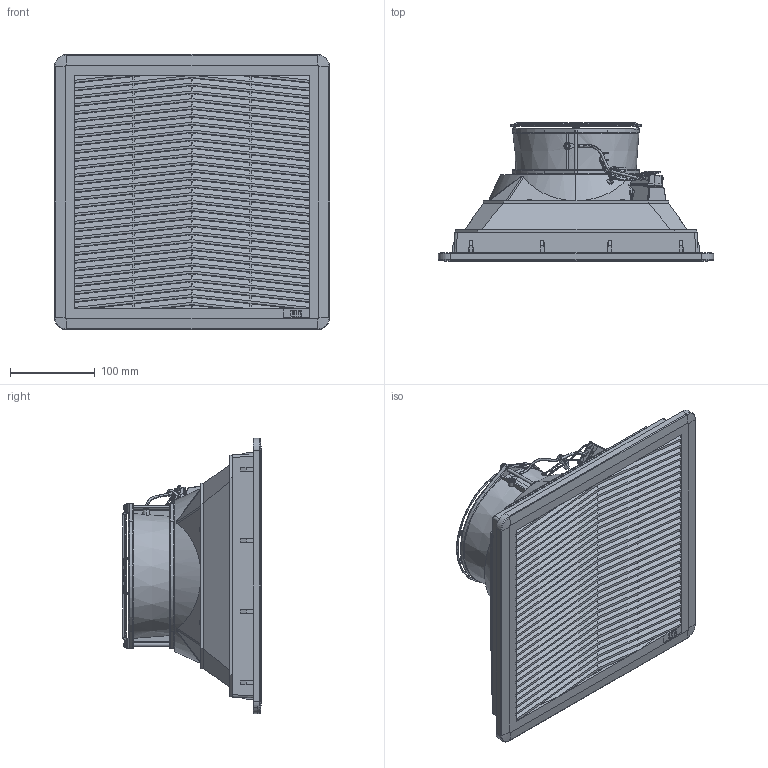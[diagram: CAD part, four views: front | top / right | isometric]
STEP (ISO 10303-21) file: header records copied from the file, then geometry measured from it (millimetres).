
FILE_DESCRIPTION((''),'2;1');
FILE_NAME('001344015-3DFILE_ASM','2024-08-26T09:22:01',('klemen.sitar'),('Audax d.o.o.'),'CREO PARAMETRIC BY PTC INC, 2021304','CREO PARAMETRIC BY PTC INC, 2021304','');
FILE_SCHEMA(('AP242_MANAGED_MODEL_BASED_3D_ENGINEERING_MIM_LF { 1 0 10303 442 1 1 4 }'));
Products named in the file (13): __21148__FASCETTA_ELASTICA3; ABBINA1; NONE-14; NONE-15; ESTRUSIONE1; DOCUMENT_A_ASM; PRT0006; PRT0007; PRT0008; PRT0009; PRT0010; PRT0006_1_1_1_1_1; 001344015-3DFILE_ASM
Assembly tree (12 placements, depth 2):
  001344015-3DFILE_ASM
    __21148__FASCETTA_ELASTICA3
    ABBINA1
    NONE-14
    NONE-15
    ESTRUSIONE1
    DOCUMENT_A_ASM
    PRT0006
    PRT0007
    PRT0008
    PRT0009
    PRT0010
    PRT0006_1_1_1_1_1
Bounding box: 325 x 163.45 x 325.06 mm (x, y, z)
Volume: 287560.2 mm3; surface area: 704283.9 mm2
Topology: 5 solids, 18 shells, 2002 faces, 6400 edges, 4289 vertices
Faces by surface type: plane 1240, cylinder 345, torus 261, bspline 106, cone 34, sphere 16
Entity records: 138266 total; most frequent: CARTESIAN_POINT 47508, ORIENTED_EDGE 12581, DIRECTION 10656, PRESENTATION_STYLE_ASSIGNMENT 8405, STYLED_ITEM 8405, CURVE_STYLE 6385, EDGE_CURVE 6385, VERTEX_POINT 4289
